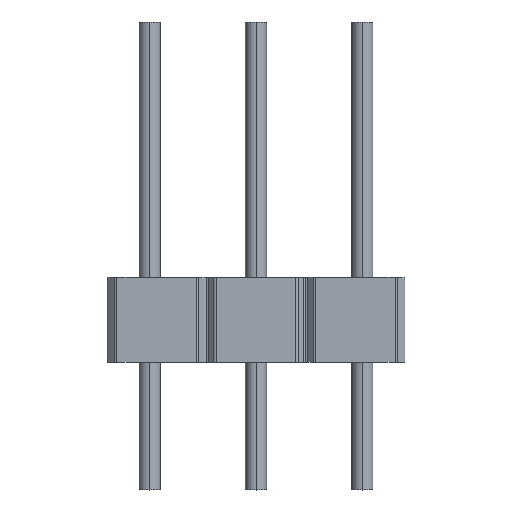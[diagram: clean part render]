
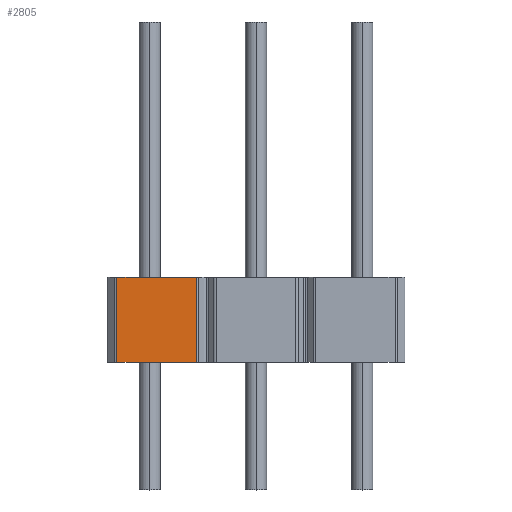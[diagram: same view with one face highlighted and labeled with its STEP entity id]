
A CAD part, top view. The second image highlights one B-rep face of the part: STEP entity #2805.
In plain terms, the highlighted planar face has unit normal (0, 0, 1).
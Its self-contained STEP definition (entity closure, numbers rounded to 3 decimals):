
#4 = CARTESIAN_POINT ( 'NONE',  ( -1.402, 0., 1. ) ) ;
#15 = VECTOR ( 'NONE', #1930, 1000. ) ;
#68 = EDGE_CURVE ( 'NONE', #1123, #1863, #745, .T. ) ;
#84 = EDGE_CURVE ( 'NONE', #1123, #2154, #2372, .T. ) ;
#111 = CARTESIAN_POINT ( 'NONE',  ( -1.402, 2., 1. ) ) ;
#312 = DIRECTION ( 'NONE',  ( -1., 0., 0. ) ) ;
#359 = VERTEX_POINT ( 'NONE', #4 ) ;
#484 = DIRECTION ( 'NONE',  ( 0., 0., -1. ) ) ;
#511 = ORIENTED_EDGE ( 'NONE', *, *, #68, .T. ) ;
#593 = LINE ( 'NONE', #2161, #15 ) ;
#745 = LINE ( 'NONE', #2807, #842 ) ;
#810 = EDGE_CURVE ( 'NONE', #2154, #359, #2403, .T. ) ;
#842 = VECTOR ( 'NONE', #1002, 1000. ) ;
#855 = ORIENTED_EDGE ( 'NONE', *, *, #2622, .T. ) ;
#1002 = DIRECTION ( 'NONE',  ( 0., -1., 0. ) ) ;
#1123 = VERTEX_POINT ( 'NONE', #1879 ) ;
#1167 = CARTESIAN_POINT ( 'NONE',  ( -3.268, 0., 1. ) ) ;
#1500 = ORIENTED_EDGE ( 'NONE', *, *, #84, .F. ) ;
#1532 = ORIENTED_EDGE ( 'NONE', *, *, #810, .F. ) ;
#1598 = VECTOR ( 'NONE', #2539, 1000. ) ;
#1604 = FACE_OUTER_BOUND ( 'NONE', #2108, .T. ) ;
#1651 = CARTESIAN_POINT ( 'NONE',  ( -3.268, 2., 1. ) ) ;
#1863 = VERTEX_POINT ( 'NONE', #1167 ) ;
#1879 = CARTESIAN_POINT ( 'NONE',  ( -3.268, 2., 1. ) ) ;
#1930 = DIRECTION ( 'NONE',  ( 1., 0., 0. ) ) ;
#1934 = VECTOR ( 'NONE', #2162, 1000. ) ;
#2046 = CARTESIAN_POINT ( 'NONE',  ( -3.268, 2., 1. ) ) ;
#2108 = EDGE_LOOP ( 'NONE', ( #855, #1532, #1500, #511 ) ) ;
#2154 = VERTEX_POINT ( 'NONE', #111 ) ;
#2161 = CARTESIAN_POINT ( 'NONE',  ( -3.268, 0., 1. ) ) ;
#2162 = DIRECTION ( 'NONE',  ( 0., -1., 0. ) ) ;
#2320 = PLANE ( 'NONE',  #2869 ) ;
#2372 = LINE ( 'NONE', #1651, #1598 ) ;
#2403 = LINE ( 'NONE', #2852, #1934 ) ;
#2539 = DIRECTION ( 'NONE',  ( 1., 0., 0. ) ) ;
#2622 = EDGE_CURVE ( 'NONE', #1863, #359, #593, .T. ) ;
#2805 = ADVANCED_FACE ( 'NONE', ( #1604 ), #2320, .F. ) ;
#2807 = CARTESIAN_POINT ( 'NONE',  ( -3.268, 2., 1. ) ) ;
#2852 = CARTESIAN_POINT ( 'NONE',  ( -1.402, 2., 1. ) ) ;
#2869 = AXIS2_PLACEMENT_3D ( 'NONE', #2046, #484, #312 ) ;
